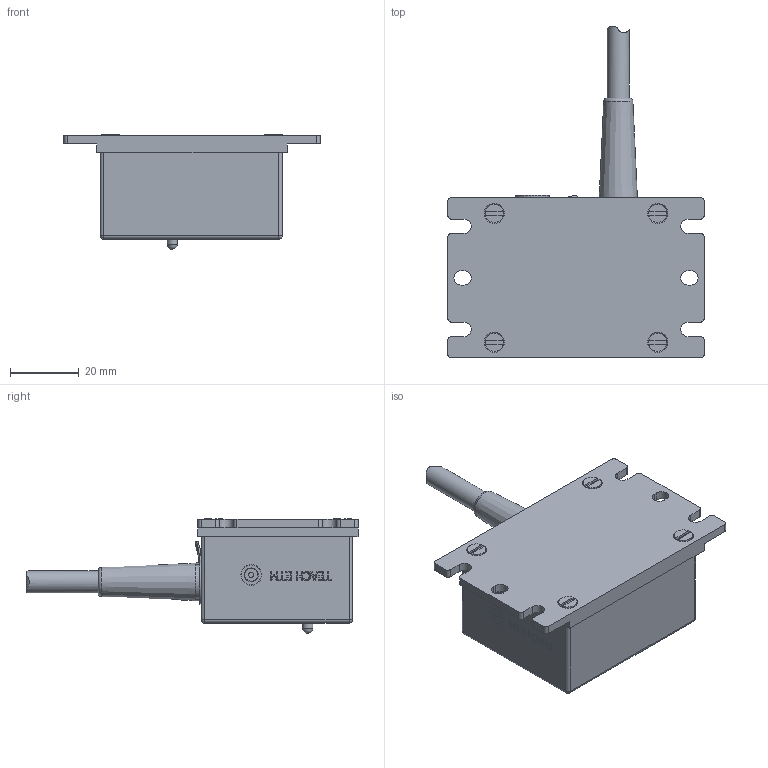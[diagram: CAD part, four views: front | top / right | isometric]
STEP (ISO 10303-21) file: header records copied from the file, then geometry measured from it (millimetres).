
FILE_DESCRIPTION(/* description */ (''),/* implementation_level */ '2;1');
FILE_NAME(/* name */ 'XA0064_Shrinkwrap_1.stp',/* time_stamp */ '2022-06-15T10:20:30+02:00',/* author */ ('Krieger Anja'),/* organization */ (''),/* preprocessor_version */ 'ST-DEVELOPER v18.1',/* originating_system */ 'Autodesk Inventor 2021',/* authorisation */ '');
FILE_SCHEMA (('AUTOMOTIVE_DESIGN { 1 0 10303 214 3 1 1 }'));
Length unit declared in the file: millimetre
Products named in the file (1): XA0064_Shrinkwrap_1
Bounding box: 74.5 x 96.57 x 33.45 mm (x, y, z)
Volume: 76223.5 mm3; surface area: 15064.3 mm2
Topology: 1 solids, 1 shells, 249 faces, 648 edges, 424 vertices
Faces by surface type: plane 164, cylinder 54, bspline 19, sphere 6, cone 5, torus 1
Full cylindrical faces by diameter (mm): 1 x1, 1.5 x1, 2.5 x1, 3 x1, 3.1 x1, 3.8 x1, 4 x2, 5.8 x1, 6 x1, 6.4 x1, 7 x1, 10 x1
Entity records: 8139 total; most frequent: CARTESIAN_POINT 1757, ORIENTED_EDGE 1284, DIRECTION 1177, EDGE_CURVE 642, LINE 453, VECTOR 453, VERTEX_POINT 424, AXIS2_PLACEMENT_3D 362
